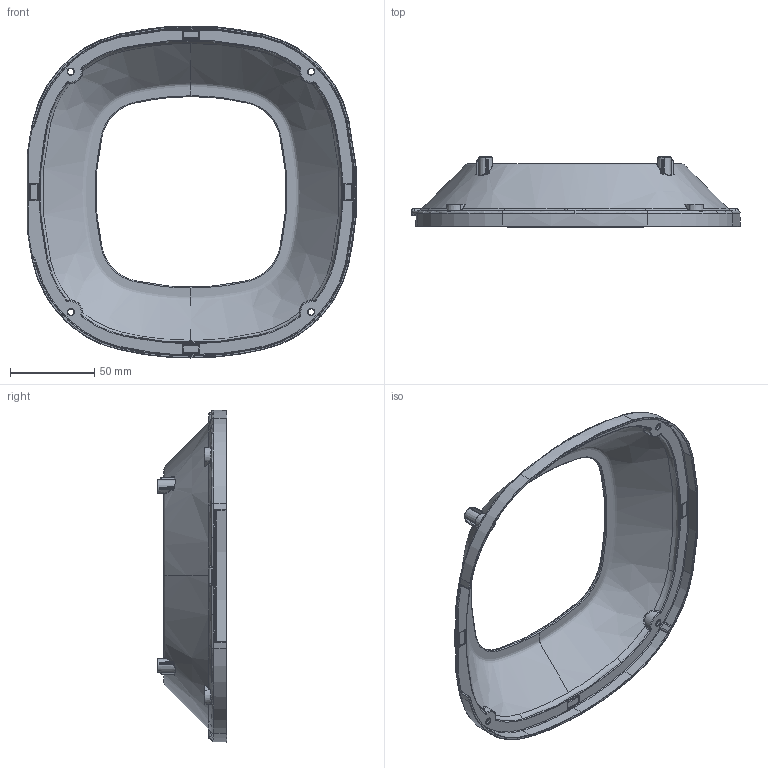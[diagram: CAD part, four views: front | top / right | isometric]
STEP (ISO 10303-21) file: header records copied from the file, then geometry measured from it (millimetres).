
FILE_DESCRIPTION (( 'STEP AP214' ), '1' );
FILE_NAME ('OPT2431.STEP', '2023-03-07T15:43:57', ( '' ), ( '' ), 'SwSTEP 2.0', 'SolidWorks 2021', '' );
FILE_SCHEMA (( 'AUTOMOTIVE_DESIGN' ));
Length unit declared in the file: inch
Products named in the file (1): OPT2431
Bounding box: 195.2 x 41.25 x 196.85 mm (x, y, z)
Volume: 65887.8 mm3; surface area: 67101.5 mm2
Topology: 1 solids, 5 shells, 905 faces, 2119 edges, 1206 vertices
Faces by surface type: bspline 315, cylinder 159, torus 156, plane 144, sphere 67, cone 64
Entity records: 47322 total; most frequent: CARTESIAN_POINT 29280, ORIENTED_EDGE 4144, DIRECTION 3292, EDGE_CURVE 2072, AXIS2_PLACEMENT_3D 1426, VERTEX_POINT 1204, EDGE_LOOP 942, ADVANCED_FACE 905
